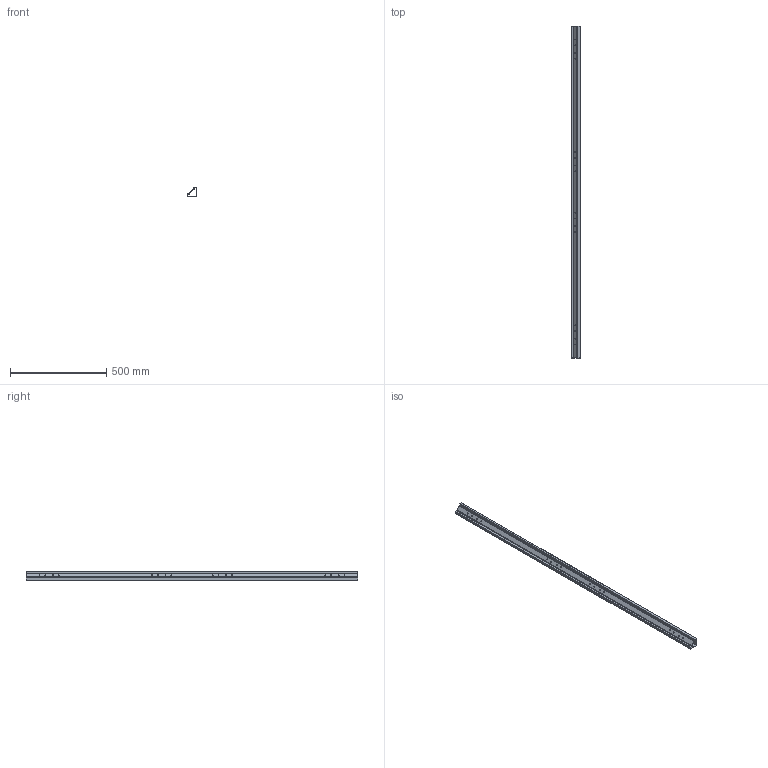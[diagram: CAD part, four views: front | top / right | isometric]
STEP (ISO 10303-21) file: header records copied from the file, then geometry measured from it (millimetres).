
FILE_DESCRIPTION (( 'STEP AP214' ), '1' );
FILE_NAME ('1800.STEP', '2024-09-17T11:59:23', ( '' ), ( '' ), 'SwSTEP 2.0', 'SolidWorks 2022', '' );
FILE_SCHEMA (( 'AUTOMOTIVE_DESIGN' ));
Length unit declared in the file: millimetre
Products named in the file (1): 1800
Bounding box: 46 x 1729 x 46 mm (x, y, z)
Volume: 395139.8 mm3; surface area: 542210.7 mm2
Topology: 1 solids, 1 shells, 872 faces, 2610 edges, 1740 vertices
Faces by surface type: plane 564, cylinder 308
Entity records: 30548 total; most frequent: CARTESIAN_POINT 5223, ORIENTED_EDGE 5220, DIRECTION 4972, EDGE_CURVE 2610, VECTOR 1994, LINE 1994, VERTEX_POINT 1740, AXIS2_PLACEMENT_3D 1489
